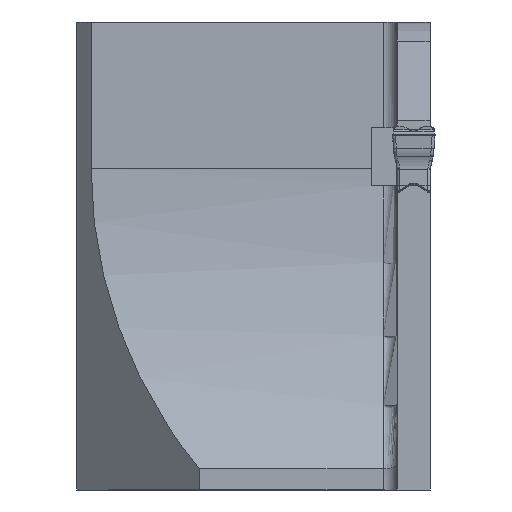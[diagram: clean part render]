
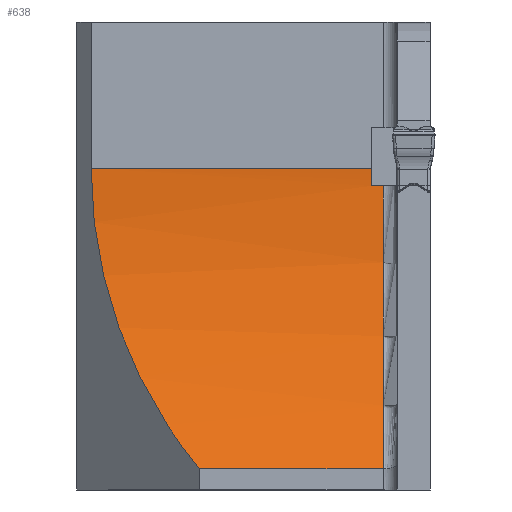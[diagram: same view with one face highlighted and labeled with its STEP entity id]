
A CAD part, front view. The second image highlights one B-rep face of the part: STEP entity #638.
In plain terms, the highlighted cylindrical face has radius 33.264 mm (diameter 66.527 mm), a partial arc.
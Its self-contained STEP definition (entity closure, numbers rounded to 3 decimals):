
#551=CYLINDRICAL_SURFACE('',#4297,33.264);
#606=ELLIPSE('',#4283,47.042,33.264);
#638=ADVANCED_FACE('',(#954),#551,.F.);
#954=FACE_OUTER_BOUND('',#1211,.T.);
#1211=EDGE_LOOP('',(#1637,#1638,#1639,#1640,#1641,#1642));
#1459=CIRCLE('',#4295,33.264);
#1460=CIRCLE('',#4296,33.264);
#1637=ORIENTED_EDGE('',*,*,#3305,.F.);
#1638=ORIENTED_EDGE('',*,*,#3306,.T.);
#1639=ORIENTED_EDGE('',*,*,#3307,.T.);
#1640=ORIENTED_EDGE('',*,*,#3308,.T.);
#1641=ORIENTED_EDGE('',*,*,#3275,.F.);
#1642=ORIENTED_EDGE('',*,*,#3284,.T.);
#2878=VERTEX_POINT('',#5233);
#2879=VERTEX_POINT('',#5235);
#2885=VERTEX_POINT('',#5253);
#2896=VERTEX_POINT('',#5292);
#2897=VERTEX_POINT('',#5296);
#2898=VERTEX_POINT('',#5298);
#3275=EDGE_CURVE('',#2878,#2879,#3923,.T.);
#3284=EDGE_CURVE('',#2878,#2885,#606,.T.);
#3305=EDGE_CURVE('',#2896,#2885,#3949,.T.);
#3306=EDGE_CURVE('',#2896,#2897,#1459,.T.);
#3307=EDGE_CURVE('',#2897,#2898,#3950,.T.);
#3308=EDGE_CURVE('',#2898,#2879,#1460,.T.);
#3923=LINE('',#5234,#4105);
#3949=LINE('',#5293,#4131);
#3950=LINE('',#5297,#4132);
#4105=VECTOR('',#4545,1.);
#4131=VECTOR('',#4601,1.);
#4132=VECTOR('',#4606,1.);
#4283=AXIS2_PLACEMENT_3D('',#5252,#4561,#4562);
#4295=AXIS2_PLACEMENT_3D('',#5295,#4604,#4605);
#4296=AXIS2_PLACEMENT_3D('',#5299,#4607,#4608);
#4297=AXIS2_PLACEMENT_3D('',#5300,#4609,#4610);
#4545=DIRECTION('',(1.,0.,0.));
#4561=DIRECTION('',(-0.707,-0.707,0.));
#4562=DIRECTION('',(-0.707,0.707,0.));
#4601=DIRECTION('',(-1.,0.,0.));
#4604=DIRECTION('',(1.,0.,0.));
#4605=DIRECTION('',(0.,1.,0.));
#4606=DIRECTION('',(-1.,0.,0.));
#4607=DIRECTION('',(1.,0.,0.));
#4608=DIRECTION('',(0.,0.,1.));
#4609=DIRECTION('',(-1.,0.,0.));
#4610=DIRECTION('',(0.,0.,1.));
#5233=CARTESIAN_POINT('',(1.,-129.,22.7));
#5234=CARTESIAN_POINT('',(26.125,-129.,22.7));
#5235=CARTESIAN_POINT('',(20.75,-129.,22.7));
#5252=CARTESIAN_POINT('',(34.264,-162.264,22.7));
#5253=CARTESIAN_POINT('',(8.631,-136.631,1.5));
#5292=CARTESIAN_POINT('',(21.6,-136.631,1.5));
#5293=CARTESIAN_POINT('',(26.125,-136.631,1.5));
#5295=CARTESIAN_POINT('',(21.6,-162.264,22.7));
#5296=CARTESIAN_POINT('',(21.6,-129.024,21.44));
#5297=CARTESIAN_POINT('',(26.125,-129.024,21.44));
#5298=CARTESIAN_POINT('',(20.75,-129.024,21.44));
#5299=CARTESIAN_POINT('',(20.75,-162.264,22.7));
#5300=CARTESIAN_POINT('',(26.125,-162.264,22.7));
